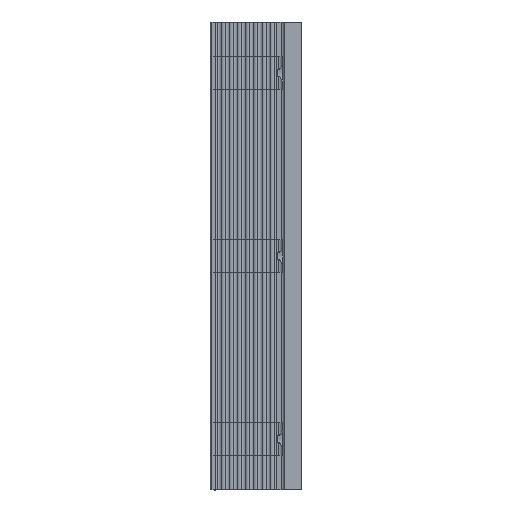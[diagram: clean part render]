
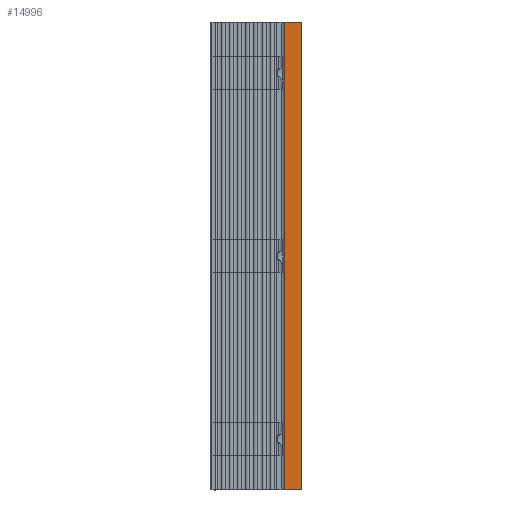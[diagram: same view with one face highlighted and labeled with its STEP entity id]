
A CAD part, front view. The second image highlights one B-rep face of the part: STEP entity #14996.
In plain terms, the highlighted planar face has unit normal (0, -1, 0).
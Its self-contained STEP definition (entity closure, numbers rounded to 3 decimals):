
#3129 = LINE ( 'NONE', #4558, #3132 ) ;
#3132 = VECTOR ( 'NONE', #4559, 1000. ) ;
#3237 = LINE ( 'NONE', #4685, #3245 ) ;
#3244 = LINE ( 'NONE', #4696, #3253 ) ;
#3245 = VECTOR ( 'NONE', #4686, 1000. ) ;
#3246 = LINE ( 'NONE', #4687, #3247 ) ;
#3247 = VECTOR ( 'NONE', #4688, 1000. ) ;
#3253 = VECTOR ( 'NONE', #4697, 1000. ) ;
#3823 = AXIS2_PLACEMENT_3D ( 'NONE', #6081, #6101, #6102 ) ;
#4558 = CARTESIAN_POINT ( 'NONE',  ( 133.321, -227.885, 59.995 ) ) ;
#4559 = DIRECTION ( 'NONE',  ( 0., 0., -1. ) ) ;
#4685 = CARTESIAN_POINT ( 'NONE',  ( 137.658, -227.885, 59.995 ) ) ;
#4686 = DIRECTION ( 'NONE',  ( 0., 0., 1. ) ) ;
#4687 = CARTESIAN_POINT ( 'NONE',  ( 137.658, -227.885, -56.845 ) ) ;
#4688 = DIRECTION ( 'NONE',  ( 1., 0., 0. ) ) ;
#4696 = CARTESIAN_POINT ( 'NONE',  ( 114.798, -227.885, 59.995 ) ) ;
#4697 = DIRECTION ( 'NONE',  ( 1., 0., 0. ) ) ;
#5727 = FACE_OUTER_BOUND ( 'NONE', #16811, .T. ) ;
#6081 = CARTESIAN_POINT ( 'NONE',  ( 137.658, -227.885, 59.995 ) ) ;
#6089 = PLANE ( 'NONE',  #3823 ) ;
#6101 = DIRECTION ( 'NONE',  ( 0., -1., 0. ) ) ;
#6102 = DIRECTION ( 'NONE',  ( 0., 0., -1. ) ) ;
#11542 = VERTEX_POINT ( 'NONE', #31304 ) ;
#11543 = VERTEX_POINT ( 'NONE', #31305 ) ;
#11872 = VERTEX_POINT ( 'NONE', #31396 ) ;
#11887 = VERTEX_POINT ( 'NONE', #31403 ) ;
#13349 = EDGE_CURVE ( 'NONE', #11887, #11872, #3129, .T. ) ;
#13407 = EDGE_CURVE ( 'NONE', #11542, #11543, #3237, .T. ) ;
#13408 = EDGE_CURVE ( 'NONE', #11872, #11542, #3246, .T. ) ;
#13412 = EDGE_CURVE ( 'NONE', #11887, #11543, #3244, .T. ) ;
#14996 = ADVANCED_FACE ( 'NONE', ( #5727 ), #6089, .T. ) ;
#16141 = ORIENTED_EDGE ( 'NONE', *, *, #13412, .F. ) ;
#16142 = ORIENTED_EDGE ( 'NONE', *, *, #13349, .T. ) ;
#16143 = ORIENTED_EDGE ( 'NONE', *, *, #13408, .T. ) ;
#16144 = ORIENTED_EDGE ( 'NONE', *, *, #13407, .T. ) ;
#16811 = EDGE_LOOP ( 'NONE', ( #16141, #16142, #16143, #16144 ) ) ;
#31304 = CARTESIAN_POINT ( 'NONE',  ( 137.658, -227.885, -56.845 ) ) ;
#31305 = CARTESIAN_POINT ( 'NONE',  ( 137.658, -227.885, 59.995 ) ) ;
#31396 = CARTESIAN_POINT ( 'NONE',  ( 133.321, -227.885, -56.845 ) ) ;
#31403 = CARTESIAN_POINT ( 'NONE',  ( 133.321, -227.885, 59.995 ) ) ;
